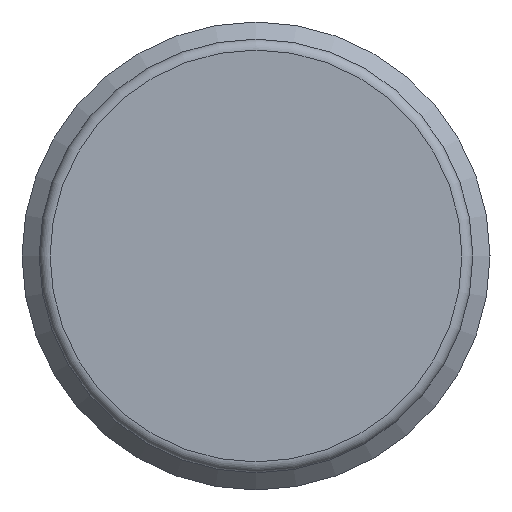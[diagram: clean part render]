
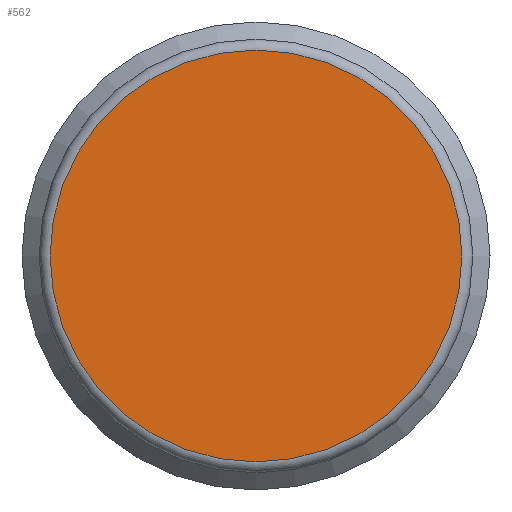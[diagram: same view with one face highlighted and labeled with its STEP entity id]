
A CAD part, left-side view. The second image highlights one B-rep face of the part: STEP entity #562.
In plain terms, the highlighted planar face has unit normal (-1, 0, 0).
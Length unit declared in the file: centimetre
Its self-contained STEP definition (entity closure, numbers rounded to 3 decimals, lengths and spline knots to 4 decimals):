
#117=FACE_OUTER_BOUND('',#157,.T.);
#157=EDGE_LOOP('',(#373));
#221=CIRCLE('',#605,1.32);
#253=VERTEX_POINT('',#844);
#306=EDGE_CURVE('',#253,#253,#221,.T.);
#373=ORIENTED_EDGE('',*,*,#306,.F.);
#507=PLANE('',#604);
#562=ADVANCED_FACE('',(#117),#507,.F.);
#604=AXIS2_PLACEMENT_3D('',#843,#678,#679);
#605=AXIS2_PLACEMENT_3D('',#845,#680,#681);
#678=DIRECTION('center_axis',(1.,0.,0.));
#679=DIRECTION('ref_axis',(0.,0.,-1.));
#680=DIRECTION('center_axis',(1.,0.,0.));
#681=DIRECTION('ref_axis',(0.,-1.,0.));
#843=CARTESIAN_POINT('Origin',(-3.8389,-0.3048,0.));
#844=CARTESIAN_POINT('',(-3.8389,1.0152,0.));
#845=CARTESIAN_POINT('Origin',(-3.8389,-0.3048,0.));
